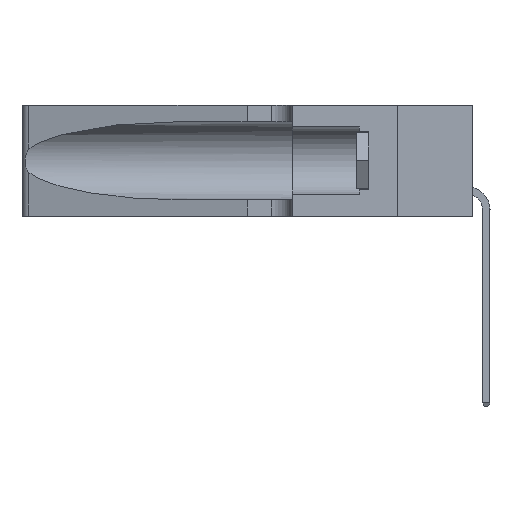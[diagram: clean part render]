
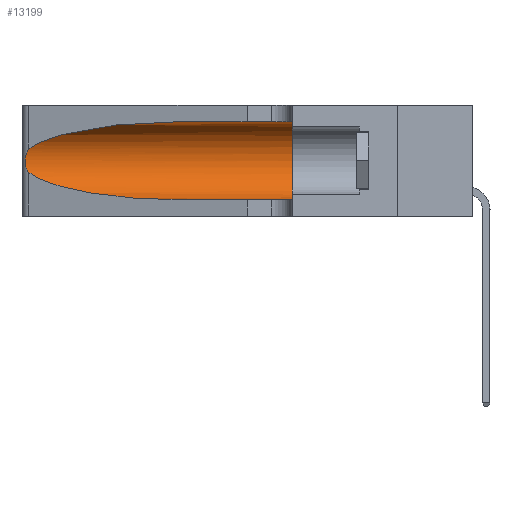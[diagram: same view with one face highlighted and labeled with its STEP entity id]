
A CAD part, left-side view. The second image highlights one B-rep face of the part: STEP entity #13199.
In plain terms, the highlighted cylindrical face has radius 3.308 mm (diameter 6.617 mm), a partial arc.
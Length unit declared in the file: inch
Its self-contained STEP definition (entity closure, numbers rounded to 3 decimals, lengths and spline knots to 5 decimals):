
#390 = LINE ( 'NONE', #11621, #17493 ) ;
#468 = CARTESIAN_POINT ( 'NONE',  ( 0.1305, 0.72297, 0.31525 ) ) ;
#1236 = CARTESIAN_POINT ( 'NONE',  ( 0.26075, 1.23896, 0.178 ) ) ;
#1391 = CARTESIAN_POINT ( 'NONE',  ( 0.25639, 1.23186, 0.15144 ) ) ;
#2081 = DIRECTION ( 'NONE',  ( 0., 0., -1. ) ) ;
#2518 = DIRECTION ( 'NONE',  ( 0., 0., 1. ) ) ;
#2875 =( BOUNDED_CURVE ( )  B_SPLINE_CURVE ( 3, ( #23909, #40758, #27111, #13486 ),
 .UNSPECIFIED., .F., .F. ) 
 B_SPLINE_CURVE_WITH_KNOTS ( ( 4, 4 ),
 ( 3.44316, 4.71239 ),
 .UNSPECIFIED. ) 
 CURVE ( )  GEOMETRIC_REPRESENTATION_ITEM ( )  RATIONAL_B_SPLINE_CURVE ( ( 1., 0.87, 0.87, 1. ) ) 
 REPRESENTATION_ITEM ( '' )  );
#3775 = AXIS2_PLACEMENT_3D ( 'NONE', #23120, #29888, #2518 ) ;
#3852 = ORIENTED_EDGE ( 'NONE', *, *, #31419, .F. ) ;
#5048 = VECTOR ( 'NONE', #11229, 39.37008 ) ;
#5545 = ORIENTED_EDGE ( 'NONE', *, *, #8698, .T. ) ;
#6139 = EDGE_LOOP ( 'NONE', ( #5545, #22334, #36761, #6704, #26917, #3852 ) ) ;
#6539 = CARTESIAN_POINT ( 'NONE',  ( 0.25555, 1.22994, 0.2215 ) ) ;
#6704 = ORIENTED_EDGE ( 'NONE', *, *, #33425, .T. ) ;
#7847 = CARTESIAN_POINT ( 'NONE',  ( 0.26017, 1.23833, 0.17102 ) ) ;
#8057 = VERTEX_POINT ( 'NONE', #25158 ) ;
#8639 = CARTESIAN_POINT ( 'NONE',  ( 0.25487, 1.22718, 0.22369 ) ) ;
#8698 = EDGE_CURVE ( 'NONE', #21735, #41039, #22855, .T. ) ;
#9545 = CARTESIAN_POINT ( 'NONE',  ( 0.1305, 0.72297, 0.31525 ) ) ;
#9662 = CARTESIAN_POINT ( 'NONE',  ( 0.25487, 1.22718, 0.22369 ) ) ;
#10516 = CARTESIAN_POINT ( 'NONE',  ( 0.25639, 1.23184, 0.21858 ) ) ;
#10789 = CARTESIAN_POINT ( 'NONE',  ( 0.1305, 0.35, 0.05475 ) ) ;
#10939 = CARTESIAN_POINT ( 'NONE',  ( 0.26075, 1.23896, 0.19203 ) ) ;
#10944 = VERTEX_POINT ( 'NONE', #30443 ) ;
#11229 = DIRECTION ( 'NONE',  ( 0., -1., 0. ) ) ;
#11510 = CIRCLE ( 'NONE', #3775, 0.13025 ) ;
#11621 = CARTESIAN_POINT ( 'NONE',  ( 0.1305, 1.61858, 0.31525 ) ) ;
#11701 = CARTESIAN_POINT ( 'NONE',  ( 0.25555, 1.22993, 0.14849 ) ) ;
#11929 = CARTESIAN_POINT ( 'NONE',  ( 0.1305, 1.61858, 0.185 ) ) ;
#12121 = VERTEX_POINT ( 'NONE', #41025 ) ;
#13057 = LINE ( 'NONE', #34838, #5048 ) ;
#13199 = ADVANCED_FACE ( 'NONE', ( #33278 ), #32192, .F. ) ;
#13486 = CARTESIAN_POINT ( 'NONE',  ( 0.1305, 0.72297, 0.05475 ) ) ;
#15131 = CARTESIAN_POINT ( 'NONE',  ( 0.25487, 1.22718, 0.14631 ) ) ;
#15818 = CARTESIAN_POINT ( 'NONE',  ( 0.25487, 1.22718, 0.22369 ) ) ;
#17493 = VECTOR ( 'NONE', #25828, 39.37008 ) ;
#21735 = VERTEX_POINT ( 'NONE', #468 ) ;
#21859 = CARTESIAN_POINT ( 'NONE',  ( 0.25856, 1.23593, 0.16098 ) ) ;
#22334 = ORIENTED_EDGE ( 'NONE', *, *, #41227, .T. ) ;
#22360 = EDGE_CURVE ( 'NONE', #8057, #28262, #11510, .T. ) ;
#22563 = CARTESIAN_POINT ( 'NONE',  ( 0.18966, 0.96281, 0.31525 ) ) ;
#22855 =( BOUNDED_CURVE ( )  B_SPLINE_CURVE ( 3, ( #9545, #22563, #26013, #15818 ),
 .UNSPECIFIED., .F., .T. ) 
 B_SPLINE_CURVE_WITH_KNOTS ( ( 4, 4 ),
 ( 1.5708, 2.84003 ),
 .UNSPECIFIED. ) 
 CURVE ( )  GEOMETRIC_REPRESENTATION_ITEM ( )  RATIONAL_B_SPLINE_CURVE ( ( 1., 0.87, 0.87, 1. ) ) 
 REPRESENTATION_ITEM ( '' )  );
#23120 = CARTESIAN_POINT ( 'NONE',  ( 0.1305, 0.35, 0.185 ) ) ;
#23909 = CARTESIAN_POINT ( 'NONE',  ( 0.25487, 1.22718, 0.14631 ) ) ;
#24523 = CARTESIAN_POINT ( 'NONE',  ( 0.25854, 1.2359, 0.20912 ) ) ;
#25158 = CARTESIAN_POINT ( 'NONE',  ( 0.1305, 0.35, 0.31525 ) ) ;
#25828 = DIRECTION ( 'NONE',  ( 0., -1., 0. ) ) ;
#26013 = CARTESIAN_POINT ( 'NONE',  ( 0.2373, 1.15595, 0.28018 ) ) ;
#26917 = ORIENTED_EDGE ( 'NONE', *, *, #22360, .F. ) ;
#27111 = CARTESIAN_POINT ( 'NONE',  ( 0.18966, 0.96281, 0.05475 ) ) ;
#28262 = VERTEX_POINT ( 'NONE', #10789 ) ;
#29888 = DIRECTION ( 'NONE',  ( 0., 1., 0. ) ) ;
#30443 = CARTESIAN_POINT ( 'NONE',  ( 0.1305, 0.72297, 0.05475 ) ) ;
#31419 = EDGE_CURVE ( 'NONE', #21735, #8057, #390, .T. ) ;
#31453 = CARTESIAN_POINT ( 'NONE',  ( 0.26018, 1.23835, 0.19895 ) ) ;
#32192 = CYLINDRICAL_SURFACE ( 'NONE', #43901, 0.13025 ) ;
#32402 = DIRECTION ( 'NONE',  ( 0., -1., 0. ) ) ;
#33278 = FACE_OUTER_BOUND ( 'NONE', #6139, .T. ) ;
#33425 = EDGE_CURVE ( 'NONE', #10944, #28262, #13057, .T. ) ;
#34838 = CARTESIAN_POINT ( 'NONE',  ( 0.1305, 1.61858, 0.05475 ) ) ;
#35001 = CARTESIAN_POINT ( 'NONE',  ( 0.25789, 1.23486, 0.15765 ) ) ;
#36005 = B_SPLINE_CURVE_WITH_KNOTS ( 'NONE', 3,
 ( #9662, #6539, #10516, #41511, #24523, #31453, #10939, #1236, #7847, #21859, #35001, #1391, #11701, #15131 ),
 .UNSPECIFIED., .F., .F.,
 ( 4, 2, 2, 2, 2, 2, 4 ),
 ( 0., 0.00027, 0.00053, 0.00107, 0.0016, 0.00187, 0.00214 ),
 .UNSPECIFIED. ) ;
#36761 = ORIENTED_EDGE ( 'NONE', *, *, #38556, .T. ) ;
#38556 = EDGE_CURVE ( 'NONE', #12121, #10944, #2875, .T. ) ;
#40758 = CARTESIAN_POINT ( 'NONE',  ( 0.2373, 1.15595, 0.08982 ) ) ;
#41025 = CARTESIAN_POINT ( 'NONE',  ( 0.25487, 1.22718, 0.14631 ) ) ;
#41039 = VERTEX_POINT ( 'NONE', #8639 ) ;
#41227 = EDGE_CURVE ( 'NONE', #41039, #12121, #36005, .T. ) ;
#41511 = CARTESIAN_POINT ( 'NONE',  ( 0.25787, 1.23484, 0.2124 ) ) ;
#43901 = AXIS2_PLACEMENT_3D ( 'NONE', #11929, #32402, #2081 ) ;
